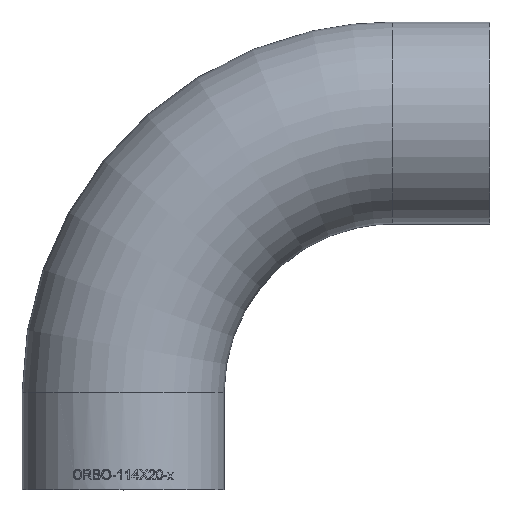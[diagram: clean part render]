
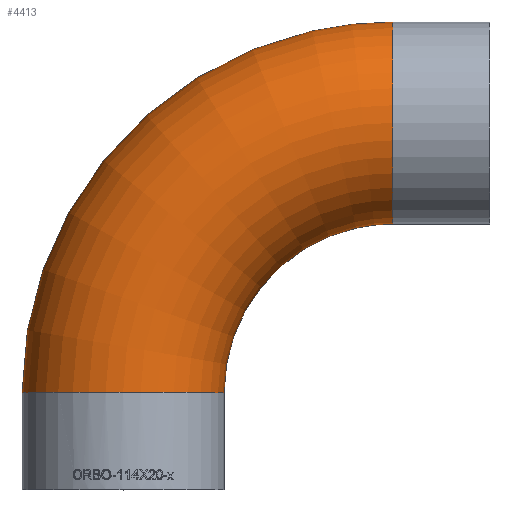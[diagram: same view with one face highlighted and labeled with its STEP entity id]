
A CAD part, top view. The second image highlights one B-rep face of the part: STEP entity #4413.
In plain terms, the highlighted toroidal (fillet/blend) face has major radius 152.5 mm and minor radius 57.15 mm.
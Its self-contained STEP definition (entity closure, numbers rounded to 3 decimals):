
#131 = DIRECTION ( 'NONE',  ( 0., 0., 1. ) ) ;
#245 = EDGE_LOOP ( 'NONE', ( #15006 ) ) ;
#480 = CIRCLE ( 'NONE', #4580, 57.15 ) ;
#613 = CIRCLE ( 'NONE', #13514, 57.15 ) ;
#1884 = EDGE_LOOP ( 'NONE', ( #17483 ) ) ;
#2361 = TOROIDAL_SURFACE ( 'NONE', #8971, 152.5, 57.15 ) ;
#4413 = ADVANCED_FACE ( 'NONE', ( #20394, #6257 ), #2361, .T. ) ;
#4580 = AXIS2_PLACEMENT_3D ( 'NONE', #16699, #18429, #12810 ) ;
#4884 = DIRECTION ( 'NONE',  ( 0., 0., -1. ) ) ;
#5845 = EDGE_CURVE ( 'NONE', #19905, #19905, #480, .T. ) ;
#6257 = FACE_OUTER_BOUND ( 'NONE', #245, .T. ) ;
#7320 = DIRECTION ( 'NONE',  ( 1., 0., 0. ) ) ;
#8215 = CARTESIAN_POINT ( 'NONE',  ( 0., 55., 0. ) ) ;
#8971 = AXIS2_PLACEMENT_3D ( 'NONE', #8215, #4884, #15212 ) ;
#12810 = DIRECTION ( 'NONE',  ( 0., 0., 1. ) ) ;
#12985 = CARTESIAN_POINT ( 'NONE',  ( 0., 207.5, 57.15 ) ) ;
#13514 = AXIS2_PLACEMENT_3D ( 'NONE', #13968, #7320, #131 ) ;
#13667 = EDGE_CURVE ( 'NONE', #14276, #14276, #613, .T. ) ;
#13968 = CARTESIAN_POINT ( 'NONE',  ( 0., 207.5, 0. ) ) ;
#14276 = VERTEX_POINT ( 'NONE', #12985 ) ;
#15006 = ORIENTED_EDGE ( 'NONE', *, *, #5845, .T. ) ;
#15212 = DIRECTION ( 'NONE',  ( -1., 0., 0. ) ) ;
#16699 = CARTESIAN_POINT ( 'NONE',  ( -152.5, 55., 0. ) ) ;
#17483 = ORIENTED_EDGE ( 'NONE', *, *, #13667, .F. ) ;
#18162 = CARTESIAN_POINT ( 'NONE',  ( -152.5, 55., 57.15 ) ) ;
#18429 = DIRECTION ( 'NONE',  ( 0., 1., 0. ) ) ;
#19905 = VERTEX_POINT ( 'NONE', #18162 ) ;
#20394 = FACE_OUTER_BOUND ( 'NONE', #1884, .T. ) ;
